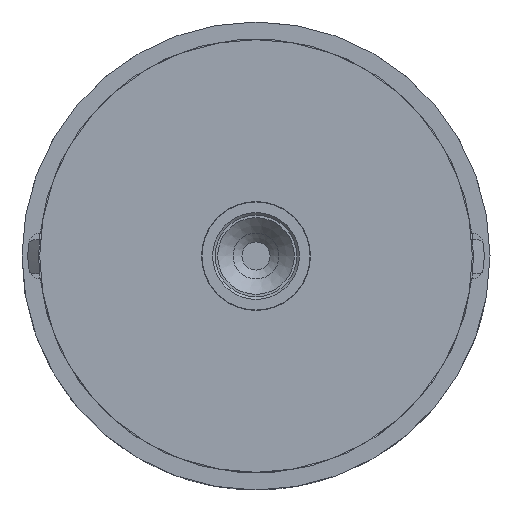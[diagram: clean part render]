
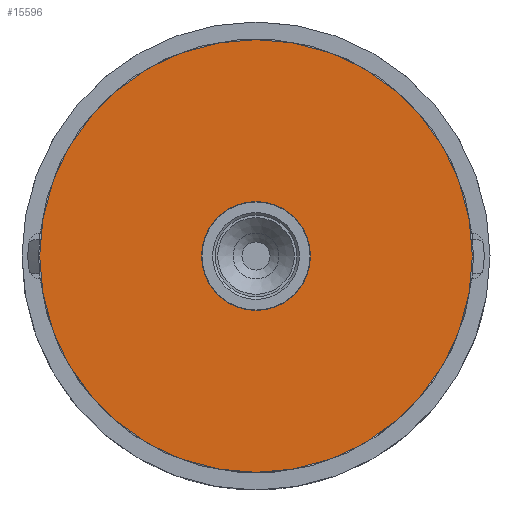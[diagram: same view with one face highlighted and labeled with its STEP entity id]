
A CAD part, front view. The second image highlights one B-rep face of the part: STEP entity #15596.
In plain terms, the highlighted planar face has unit normal (0, -1, 0).
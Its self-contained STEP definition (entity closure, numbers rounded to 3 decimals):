
#3540=FACE_BOUND('',#5185,.T.);
#4221=FACE_OUTER_BOUND('',#5184,.T.);
#5184=EDGE_LOOP('',(#13479));
#5185=EDGE_LOOP('',(#13480));
#5798=CIRCLE('',#16832,25.425);
#5808=CIRCLE('',#16851,6.4);
#7237=VERTEX_POINT('',#29993);
#7246=VERTEX_POINT('',#30026);
#9361=EDGE_CURVE('',#7237,#7237,#5798,.T.);
#9375=EDGE_CURVE('',#7246,#7246,#5808,.T.);
#13479=ORIENTED_EDGE('',*,*,#9361,.F.);
#13480=ORIENTED_EDGE('',*,*,#9375,.T.);
#14818=PLANE('',#16853);
#15596=ADVANCED_FACE('',(#4221,#3540),#14818,.T.);
#16832=AXIS2_PLACEMENT_3D('',#29995,#20326,#20327);
#16851=AXIS2_PLACEMENT_3D('',#30027,#20368,#20369);
#16853=AXIS2_PLACEMENT_3D('',#30031,#20373,#20374);
#20326=DIRECTION('center_axis',(0.,1.,0.));
#20327=DIRECTION('ref_axis',(0.,0.,-1.));
#20368=DIRECTION('center_axis',(0.,1.,0.));
#20369=DIRECTION('ref_axis',(0.,0.,-1.));
#20373=DIRECTION('center_axis',(0.,-1.,0.));
#20374=DIRECTION('ref_axis',(1.,0.,0.));
#29993=CARTESIAN_POINT('',(36.555,86.568,-1.403));
#29995=CARTESIAN_POINT('Origin',(36.555,86.568,-26.828));
#30026=CARTESIAN_POINT('',(36.555,86.568,-20.428));
#30027=CARTESIAN_POINT('Origin',(36.555,86.568,-26.828));
#30031=CARTESIAN_POINT('Origin',(36.555,86.568,-42.74));
